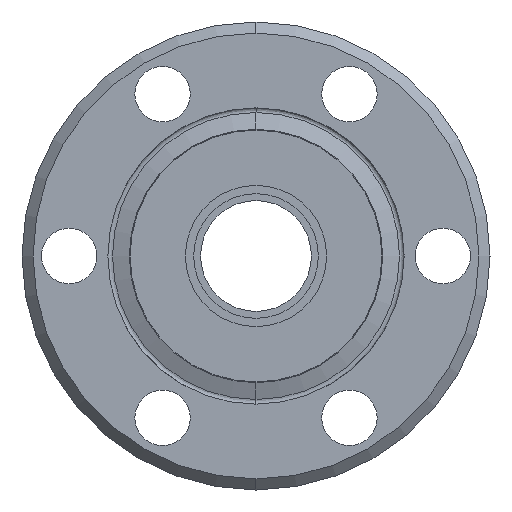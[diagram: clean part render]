
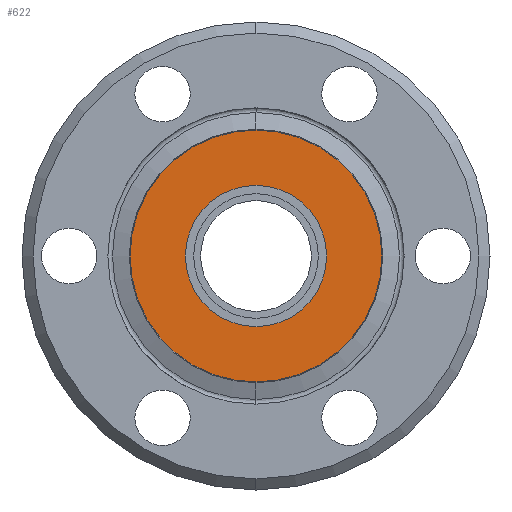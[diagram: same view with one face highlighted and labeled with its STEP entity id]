
A CAD part, left-side view. The second image highlights one B-rep face of the part: STEP entity #622.
In plain terms, the highlighted planar face has unit normal (-1, 0, 0).
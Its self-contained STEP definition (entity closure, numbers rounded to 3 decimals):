
#622=ADVANCED_FACE('',(#3911,#3912),#3910,.F.);
#3910=PLANE('',#8379);
#3911=FACE_OUTER_BOUND('',#8380,.T.);
#3912=FACE_BOUND('',#8381,.T.);
#8376=CARTESIAN_POINT('',(1.2,-18.909,11.827));
#8377=DIRECTION('',(1.,0.,0.));
#8378=DIRECTION('',(0.,0.,-1.));
#8379=AXIS2_PLACEMENT_3D('',#8376,#8377,#8378);
#8380=EDGE_LOOP('',(#10456,#10457));
#8381=EDGE_LOOP('',(#10458,#10459));
#10456=ORIENTED_EDGE('',*,*,#11592,.T.);
#10457=ORIENTED_EDGE('',*,*,#11593,.T.);
#10458=ORIENTED_EDGE('',*,*,#11594,.F.);
#10459=ORIENTED_EDGE('',*,*,#11595,.F.);
#11592=EDGE_CURVE('',#16186,#16187,#16188,.T.);
#11593=EDGE_CURVE('',#16187,#16186,#16194,.T.);
#11594=EDGE_CURVE('',#16200,#16201,#16202,.T.);
#11595=EDGE_CURVE('',#16201,#16200,#16208,.T.);
#16186=VERTEX_POINT('',#19998);
#16187=VERTEX_POINT('',#19999);
#16188=CIRCLE('',#20003,9.098);
#16194=CIRCLE('',#20007,9.098);
#16200=VERTEX_POINT('',#20008);
#16201=VERTEX_POINT('',#20009);
#16202=CIRCLE('',#20013,5.1);
#16208=CIRCLE('',#20017,5.1);
#19998=CARTESIAN_POINT('',(1.2,0.,9.098));
#19999=CARTESIAN_POINT('',(1.2,0.,-9.098));
#20000=CARTESIAN_POINT('',(1.2,0.,0.));
#20001=DIRECTION('',(-1.,0.,0.));
#20002=DIRECTION('',(0.,0.,1.));
#20003=AXIS2_PLACEMENT_3D('',#20000,#20001,#20002);
#20004=CARTESIAN_POINT('',(1.2,0.,0.));
#20005=DIRECTION('',(-1.,0.,0.));
#20006=DIRECTION('',(0.,0.,1.));
#20007=AXIS2_PLACEMENT_3D('',#20004,#20005,#20006);
#20008=CARTESIAN_POINT('',(1.2,0.,-5.1));
#20009=CARTESIAN_POINT('',(1.2,0.,5.1));
#20010=CARTESIAN_POINT('',(1.2,0.,0.));
#20011=DIRECTION('',(-1.,0.,0.));
#20012=DIRECTION('',(0.,0.,1.));
#20013=AXIS2_PLACEMENT_3D('',#20010,#20011,#20012);
#20014=CARTESIAN_POINT('',(1.2,0.,0.));
#20015=DIRECTION('',(-1.,0.,0.));
#20016=DIRECTION('',(0.,0.,1.));
#20017=AXIS2_PLACEMENT_3D('',#20014,#20015,#20016);
